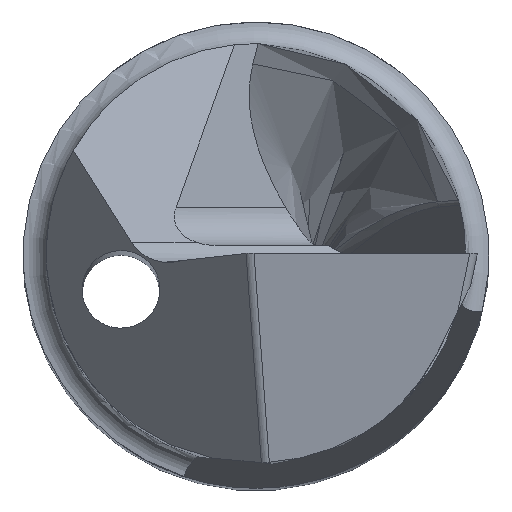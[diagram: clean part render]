
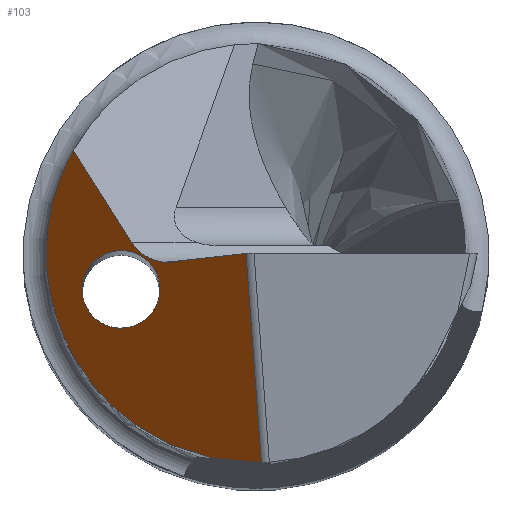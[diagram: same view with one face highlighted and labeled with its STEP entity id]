
A CAD part, top view. The second image highlights one B-rep face of the part: STEP entity #103.
In plain terms, the highlighted planar face has unit normal (-0.696, -0.174, 0.696).
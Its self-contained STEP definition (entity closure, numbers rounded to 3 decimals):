
#1 = AXIS2_PLACEMENT_3D ( 'NONE', #175, #48, #71 ) ;
#2 = EDGE_CURVE ( 'NONE', #476, #302, #7, .T. ) ;
#7 = LINE ( 'NONE', #1247, #119 ) ;
#31 = CARTESIAN_POINT ( 'NONE',  ( -2.224, -0.587, 34.708 ) ) ;
#48 = DIRECTION ( 'NONE',  ( -0.696, -0.174, 0.696 ) ) ;
#55 = FACE_BOUND ( 'NONE', #1022, .T. ) ;
#71 = DIRECTION ( 'NONE',  ( 0.707, 0., 0.707 ) ) ;
#103 = ADVANCED_FACE ( 'NONE', ( #55, #844 ), #509, .T. ) ;
#119 = VECTOR ( 'NONE', #234, 1000. ) ;
#125 = ORIENTED_EDGE ( 'NONE', *, *, #1175, .F. ) ;
#129 =( BOUNDED_CURVE ( )  B_SPLINE_CURVE ( 3, ( #977, #1080, #406, #415 ),
 .UNSPECIFIED., .F., .T. ) 
 B_SPLINE_CURVE_WITH_KNOTS ( ( 4, 4 ),
 ( 4.931, 7.041 ),
 .UNSPECIFIED. ) 
 CURVE ( )  GEOMETRIC_REPRESENTATION_ITEM ( )  RATIONAL_B_SPLINE_CURVE ( ( 1., 0.662, 0.662, 1. ) ) 
 REPRESENTATION_ITEM ( '' )  );
#175 = CARTESIAN_POINT ( 'NONE',  ( -0.041, 0.1, 37.063 ) ) ;
#234 = DIRECTION ( 'NONE',  ( -0.509, 0.804, -0.308 ) ) ;
#270 = CARTESIAN_POINT ( 'NONE',  ( -0.023, 0.004, 37.056 ) ) ;
#302 = VERTEX_POINT ( 'NONE', #1270 ) ;
#325 = VECTOR ( 'NONE', #1045, 1000. ) ;
#342 = ORIENTED_EDGE ( 'NONE', *, *, #842, .T. ) ;
#370 = CARTESIAN_POINT ( 'NONE',  ( -1.254, -0.345, 35.739 ) ) ;
#373 = CARTESIAN_POINT ( 'NONE',  ( -1.123, -0.115, 35.927 ) ) ;
#377 = CARTESIAN_POINT ( 'NONE',  ( -1.495, 0.625, 35.739 ) ) ;
#382 = CARTESIAN_POINT ( 'NONE',  ( -1.602, 0.139, 35.512 ) ) ;
#406 = CARTESIAN_POINT ( 'NONE',  ( -3.512, -0.734, 33.383 ) ) ;
#415 = CARTESIAN_POINT ( 'NONE',  ( -2.352, 1.325, 35.056 ) ) ;
#440 = CARTESIAN_POINT ( 'NONE',  ( -1.123, -0.115, 35.927 ) ) ;
#476 = VERTEX_POINT ( 'NONE', #382 ) ;
#509 = PLANE ( 'NONE',  #1 ) ;
#510 = CARTESIAN_POINT ( 'NONE',  ( 0.068, -2.699, 36.474 ) ) ;
#519 = ORIENTED_EDGE ( 'NONE', *, *, #1009, .T. ) ;
#550 = VERTEX_POINT ( 'NONE', #851 ) ;
#555 = CARTESIAN_POINT ( 'NONE',  ( -1.305, -0.135, 35.74 ) ) ;
#576 = LINE ( 'NONE', #270, #325 ) ;
#577 = VERTEX_POINT ( 'NONE', #510 ) ;
#641 = VECTOR ( 'NONE', #1220, 1000. ) ;
#643 = ORIENTED_EDGE ( 'NONE', *, *, #996, .T. ) ;
#723 = VERTEX_POINT ( 'NONE', #1171 ) ;
#724 = CARTESIAN_POINT ( 'NONE',  ( -2.224, -0.587, 34.708 ) ) ;
#725 = VERTEX_POINT ( 'NONE', #373 ) ;
#842 = EDGE_CURVE ( 'NONE', #725, #476, #1121, .T. ) ;
#844 = FACE_OUTER_BOUND ( 'NONE', #1124, .T. ) ;
#847 = CARTESIAN_POINT ( 'NONE',  ( -1.012, -1.315, 35.739 ) ) ;
#851 = CARTESIAN_POINT ( 'NONE',  ( -0.129, -0.008, 36.947 ) ) ;
#901 = EDGE_CURVE ( 'NONE', #577, #550, #979, .T. ) ;
#977 = CARTESIAN_POINT ( 'NONE',  ( 0.068, -2.699, 36.474 ) ) ;
#979 = LINE ( 'NONE', #1333, #641 ) ;
#996 = EDGE_CURVE ( 'NONE', #550, #725, #576, .T. ) ;
#1009 = EDGE_CURVE ( 'NONE', #723, #723, #1130, .T. ) ;
#1022 = EDGE_LOOP ( 'NONE', ( #519 ) ) ;
#1045 = DIRECTION ( 'NONE',  ( -0.696, -0.075, -0.714 ) ) ;
#1080 = CARTESIAN_POINT ( 'NONE',  ( -2.294, -2.759, 34.096 ) ) ;
#1121 =( BOUNDED_CURVE ( )  B_SPLINE_CURVE ( 3, ( #440, #555, #1214, #1328 ),
 .UNSPECIFIED., .F., .T. ) 
 B_SPLINE_CURVE_WITH_KNOTS ( ( 4, 4 ),
 ( 1.222, 2.531 ),
 .UNSPECIFIED. ) 
 CURVE ( )  GEOMETRIC_REPRESENTATION_ITEM ( )  RATIONAL_B_SPLINE_CURVE ( ( 1., 0.862, 0.862, 1. ) ) 
 REPRESENTATION_ITEM ( '' )  );
#1124 = EDGE_LOOP ( 'NONE', ( #342, #1355, #125, #1353, #643 ) ) ;
#1130 =( BOUNDED_CURVE ( )  B_SPLINE_CURVE ( 3, ( #31, #1158, #377, #370, #847, #1278, #724 ),
 .UNSPECIFIED., .T., .T. ) 
 B_SPLINE_CURVE_WITH_KNOTS ( ( 4, 3, 4 ),
 ( 0., 3.142, 6.283 ),
 .UNSPECIFIED. ) 
 CURVE ( )  GEOMETRIC_REPRESENTATION_ITEM ( )  RATIONAL_B_SPLINE_CURVE ( ( 1., 0.333, 0.333, 1., 0.333, 0.333, 1. ) ) 
 REPRESENTATION_ITEM ( '' )  );
#1158 = CARTESIAN_POINT ( 'NONE',  ( -2.466, 0.383, 34.708 ) ) ;
#1171 = CARTESIAN_POINT ( 'NONE',  ( -2.224, -0.587, 34.708 ) ) ;
#1175 = EDGE_CURVE ( 'NONE', #577, #302, #129, .T. ) ;
#1214 = CARTESIAN_POINT ( 'NONE',  ( -1.49, -0.036, 35.579 ) ) ;
#1220 = DIRECTION ( 'NONE',  ( -0.072, 0.982, 0.173 ) ) ;
#1247 = CARTESIAN_POINT ( 'NONE',  ( -0.938, -0.909, 35.914 ) ) ;
#1270 = CARTESIAN_POINT ( 'NONE',  ( -2.352, 1.325, 35.056 ) ) ;
#1278 = CARTESIAN_POINT ( 'NONE',  ( -1.982, -1.557, 34.708 ) ) ;
#1328 = CARTESIAN_POINT ( 'NONE',  ( -1.602, 0.139, 35.512 ) ) ;
#1333 = CARTESIAN_POINT ( 'NONE',  ( -0.138, 0.11, 36.968 ) ) ;
#1353 = ORIENTED_EDGE ( 'NONE', *, *, #901, .T. ) ;
#1355 = ORIENTED_EDGE ( 'NONE', *, *, #2, .T. ) ;
